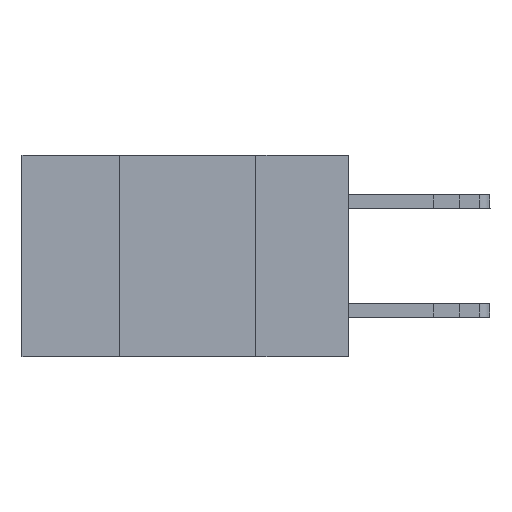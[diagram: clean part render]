
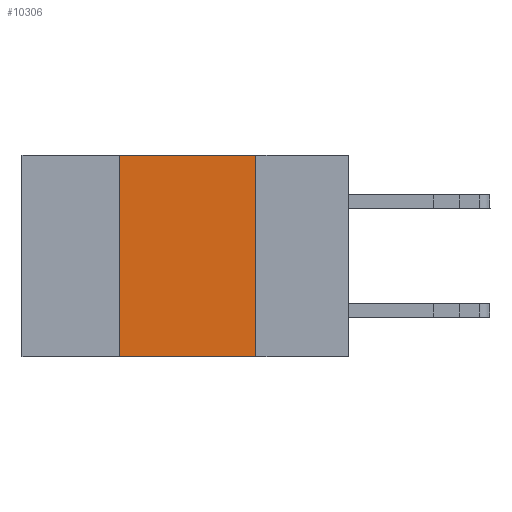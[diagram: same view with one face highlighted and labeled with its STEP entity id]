
A CAD part, left-side view. The second image highlights one B-rep face of the part: STEP entity #10306.
In plain terms, the highlighted planar face has unit normal (-1, 0, 0).
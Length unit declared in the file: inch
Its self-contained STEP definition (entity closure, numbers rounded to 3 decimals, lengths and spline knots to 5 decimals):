
#147 = LINE ( 'NONE', #4198, #11460 ) ;
#214 = CARTESIAN_POINT ( 'NONE',  ( 0., 0.42, 0. ) ) ;
#893 = ORIENTED_EDGE ( 'NONE', *, *, #4714, .T. ) ;
#966 = DIRECTION ( 'NONE',  ( 0., -1., 0. ) ) ;
#1298 = VERTEX_POINT ( 'NONE', #8815 ) ;
#1349 = EDGE_LOOP ( 'NONE', ( #10364, #12109, #3083, #893 ) ) ;
#2216 = VERTEX_POINT ( 'NONE', #214 ) ;
#3083 = ORIENTED_EDGE ( 'NONE', *, *, #10525, .F. ) ;
#3389 = VERTEX_POINT ( 'NONE', #9319 ) ;
#4074 = EDGE_CURVE ( 'NONE', #6031, #3389, #147, .T. ) ;
#4132 = CARTESIAN_POINT ( 'NONE',  ( 0., 0.17, 0. ) ) ;
#4198 = CARTESIAN_POINT ( 'NONE',  ( 0., 0.17, -0.37 ) ) ;
#4714 = EDGE_CURVE ( 'NONE', #1298, #3389, #8521, .T. ) ;
#4922 = DIRECTION ( 'NONE',  ( 0., 0., 1. ) ) ;
#5127 = DIRECTION ( 'NONE',  ( 1., 0., 0. ) ) ;
#5261 = FACE_OUTER_BOUND ( 'NONE', #1349, .T. ) ;
#5319 = CARTESIAN_POINT ( 'NONE',  ( 0., 0.6, 0. ) ) ;
#5903 = CARTESIAN_POINT ( 'NONE',  ( 0., 0.42, -0.37 ) ) ;
#6031 = VERTEX_POINT ( 'NONE', #4132 ) ;
#6049 = VECTOR ( 'NONE', #12506, 39.37008 ) ;
#6146 = DIRECTION ( 'NONE',  ( 0., 0., -1. ) ) ;
#6438 = CARTESIAN_POINT ( 'NONE',  ( 0., 0.6, -0.37 ) ) ;
#6822 = CARTESIAN_POINT ( 'NONE',  ( 0., 0.6, 0. ) ) ;
#7153 = PLANE ( 'NONE',  #7160 ) ;
#7160 = AXIS2_PLACEMENT_3D ( 'NONE', #5319, #5127, #9238 ) ;
#8521 = LINE ( 'NONE', #6438, #6049 ) ;
#8815 = CARTESIAN_POINT ( 'NONE',  ( 0., 0.42, -0.37 ) ) ;
#9238 = DIRECTION ( 'NONE',  ( 0., 0., -1. ) ) ;
#9319 = CARTESIAN_POINT ( 'NONE',  ( 0., 0.17, -0.37 ) ) ;
#9450 = VECTOR ( 'NONE', #4922, 39.37008 ) ;
#9832 = LINE ( 'NONE', #6822, #10286 ) ;
#10141 = EDGE_CURVE ( 'NONE', #2216, #6031, #9832, .T. ) ;
#10286 = VECTOR ( 'NONE', #966, 39.37008 ) ;
#10306 = ADVANCED_FACE ( 'NONE', ( #5261 ), #7153, .F. ) ;
#10364 = ORIENTED_EDGE ( 'NONE', *, *, #4074, .F. ) ;
#10525 = EDGE_CURVE ( 'NONE', #1298, #2216, #10678, .T. ) ;
#10678 = LINE ( 'NONE', #5903, #9450 ) ;
#11460 = VECTOR ( 'NONE', #6146, 39.37008 ) ;
#12109 = ORIENTED_EDGE ( 'NONE', *, *, #10141, .F. ) ;
#12506 = DIRECTION ( 'NONE',  ( 0., -1., 0. ) ) ;
